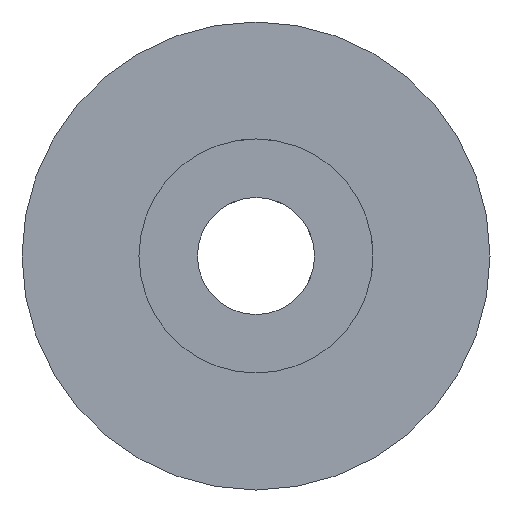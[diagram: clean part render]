
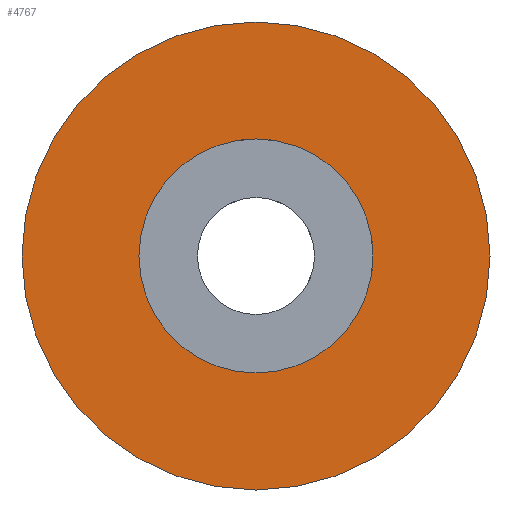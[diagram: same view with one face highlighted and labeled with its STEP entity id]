
A CAD part, front view. The second image highlights one B-rep face of the part: STEP entity #4767.
In plain terms, the highlighted planar face has unit normal (0, -1, 0).
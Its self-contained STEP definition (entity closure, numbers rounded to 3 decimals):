
#19=PLANE('',#5523);
#27=FACE_BOUND('',#546,.T.);
#287=FACE_OUTER_BOUND('',#545,.T.);
#545=EDGE_LOOP('',(#4028));
#546=EDGE_LOOP('',(#4029));
#1292=CIRCLE('',#5036,20.);
#1357=CIRCLE('',#5167,10.);
#1786=VERTEX_POINT('',#7839);
#1916=VERTEX_POINT('',#8300);
#2288=EDGE_CURVE('',#1786,#1786,#1292,.T.);
#2485=EDGE_CURVE('',#1916,#1916,#1357,.T.);
#4028=ORIENTED_EDGE('',*,*,#2288,.T.);
#4029=ORIENTED_EDGE('',*,*,#2485,.F.);
#4767=ADVANCED_FACE('',(#287,#27),#19,.T.);
#5036=AXIS2_PLACEMENT_3D('',#7841,#6037,#6038);
#5167=AXIS2_PLACEMENT_3D('',#8302,#6427,#6428);
#5523=AXIS2_PLACEMENT_3D('',#8890,#7255,#7256);
#6037=DIRECTION('center_axis',(0.,-1.,0.));
#6038=DIRECTION('ref_axis',(0.,0.,-1.));
#6427=DIRECTION('center_axis',(0.,-1.,0.));
#6428=DIRECTION('ref_axis',(0.,0.,-1.));
#7255=DIRECTION('center_axis',(0.,-1.,0.));
#7256=DIRECTION('ref_axis',(0.,0.,-1.));
#7839=CARTESIAN_POINT('',(0.,5.9,-20.));
#7841=CARTESIAN_POINT('Origin',(0.,5.9,0.));
#8300=CARTESIAN_POINT('',(0.,5.9,10.));
#8302=CARTESIAN_POINT('Origin',(0.,5.9,0.));
#8890=CARTESIAN_POINT('Origin',(0.,5.9,0.));
